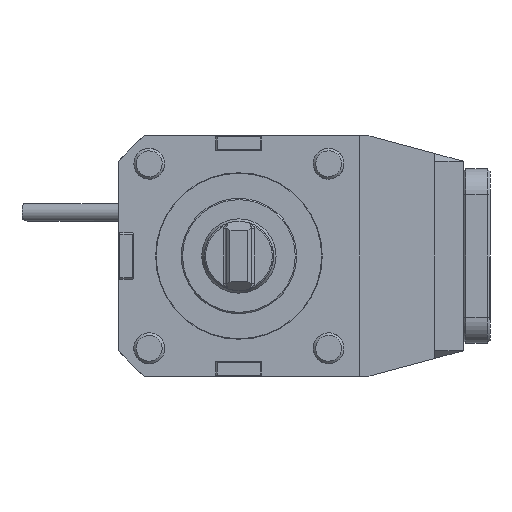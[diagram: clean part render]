
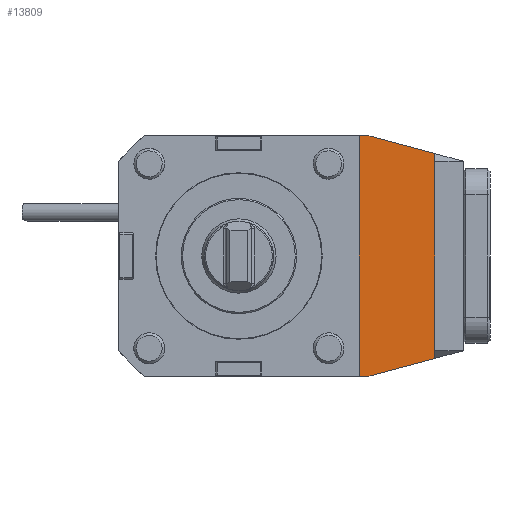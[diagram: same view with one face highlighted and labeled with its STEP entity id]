
A CAD part, front view. The second image highlights one B-rep face of the part: STEP entity #13809.
In plain terms, the highlighted planar face has unit normal (0, -1, 0).
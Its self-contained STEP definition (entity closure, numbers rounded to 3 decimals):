
#190 = CARTESIAN_POINT ( 'NONE',  ( 47., 81.5, -47. ) ) ;
#466 = VECTOR ( 'NONE', #16946, 1000. ) ;
#1440 = AXIS2_PLACEMENT_3D ( 'NONE', #24476, #3927, #26434 ) ;
#2248 = ORIENTED_EDGE ( 'NONE', *, *, #12975, .T. ) ;
#2314 = ORIENTED_EDGE ( 'NONE', *, *, #16021, .T. ) ;
#2476 = CARTESIAN_POINT ( 'NONE',  ( 47., 81.5, -47. ) ) ;
#2745 = LINE ( 'NONE', #11843, #466 ) ;
#2914 = CARTESIAN_POINT ( 'NONE',  ( 50.376, 81.5, -47. ) ) ;
#2945 = EDGE_CURVE ( 'NONE', #27453, #26139, #18220, .T. ) ;
#3242 = CARTESIAN_POINT ( 'NONE',  ( 76.5, 81.5, -40. ) ) ;
#3490 = LINE ( 'NONE', #14827, #26912 ) ;
#3927 = DIRECTION ( 'NONE',  ( 0., -1., 0. ) ) ;
#4081 = VECTOR ( 'NONE', #19594, 1000. ) ;
#6134 = VECTOR ( 'NONE', #22520, 1000. ) ;
#6834 = VECTOR ( 'NONE', #20601, 1000. ) ;
#8000 = VERTEX_POINT ( 'NONE', #2914 ) ;
#8733 = ORIENTED_EDGE ( 'NONE', *, *, #9098, .F. ) ;
#9098 = EDGE_CURVE ( 'NONE', #21436, #28042, #3490, .T. ) ;
#9956 = ORIENTED_EDGE ( 'NONE', *, *, #24058, .F. ) ;
#10250 = EDGE_CURVE ( 'NONE', #18604, #28042, #15821, .T. ) ;
#10478 = CARTESIAN_POINT ( 'NONE',  ( 76.5, 81.5, -40. ) ) ;
#11591 = EDGE_LOOP ( 'NONE', ( #8733, #2248, #15866, #2314, #9956, #17046 ) ) ;
#11843 = CARTESIAN_POINT ( 'NONE',  ( 47., 81.5, 47. ) ) ;
#11880 = LINE ( 'NONE', #2476, #23343 ) ;
#12309 = DIRECTION ( 'NONE',  ( 0.966, 0., -0.259 ) ) ;
#12975 = EDGE_CURVE ( 'NONE', #21436, #27453, #2745, .T. ) ;
#13809 = ADVANCED_FACE ( 'Defeature completata1_51', ( #15272 ), #24323, .T. ) ;
#14827 = CARTESIAN_POINT ( 'NONE',  ( 50.376, 81.5, 47. ) ) ;
#15272 = FACE_OUTER_BOUND ( 'NONE', #11591, .T. ) ;
#15821 = LINE ( 'NONE', #20316, #6134 ) ;
#15866 = ORIENTED_EDGE ( 'NONE', *, *, #2945, .T. ) ;
#16021 = EDGE_CURVE ( 'NONE', #26139, #8000, #11880, .T. ) ;
#16946 = DIRECTION ( 'NONE',  ( -1., 0., 0. ) ) ;
#17046 = ORIENTED_EDGE ( 'NONE', *, *, #10250, .T. ) ;
#17294 = CARTESIAN_POINT ( 'NONE',  ( 76.5, 81.5, 40. ) ) ;
#18220 = LINE ( 'NONE', #18648, #6834 ) ;
#18604 = VERTEX_POINT ( 'NONE', #3242 ) ;
#18648 = CARTESIAN_POINT ( 'NONE',  ( 47., 81.5, 47. ) ) ;
#19594 = DIRECTION ( 'NONE',  ( -0.966, 0., -0.259 ) ) ;
#20316 = CARTESIAN_POINT ( 'NONE',  ( 76.5, 81.5, 47. ) ) ;
#20601 = DIRECTION ( 'NONE',  ( 0., 0., -1. ) ) ;
#21010 = DIRECTION ( 'NONE',  ( 1., 0., 0. ) ) ;
#21436 = VERTEX_POINT ( 'NONE', #22919 ) ;
#21834 = LINE ( 'NONE', #10478, #4081 ) ;
#22520 = DIRECTION ( 'NONE',  ( 0., 0., 1. ) ) ;
#22919 = CARTESIAN_POINT ( 'NONE',  ( 50.376, 81.5, 47. ) ) ;
#23343 = VECTOR ( 'NONE', #21010, 1000. ) ;
#23913 = CARTESIAN_POINT ( 'NONE',  ( 47., 81.5, 47. ) ) ;
#24058 = EDGE_CURVE ( 'NONE', #18604, #8000, #21834, .T. ) ;
#24323 = PLANE ( 'NONE',  #1440 ) ;
#24476 = CARTESIAN_POINT ( 'NONE',  ( 0., 81.5, 0. ) ) ;
#26139 = VERTEX_POINT ( 'NONE', #190 ) ;
#26434 = DIRECTION ( 'NONE',  ( 0., 0., -1. ) ) ;
#26912 = VECTOR ( 'NONE', #12309, 1000. ) ;
#27453 = VERTEX_POINT ( 'NONE', #23913 ) ;
#28042 = VERTEX_POINT ( 'NONE', #17294 ) ;
